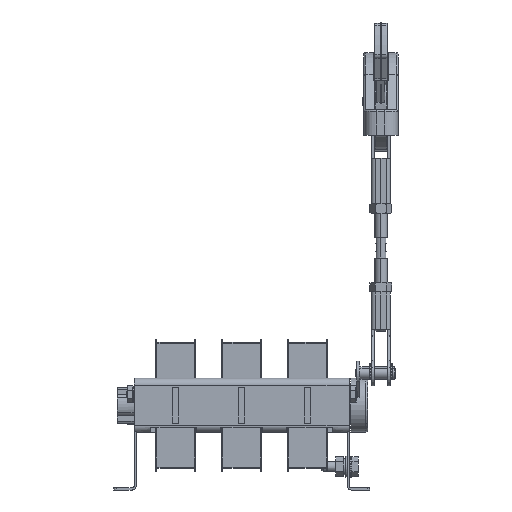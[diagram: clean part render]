
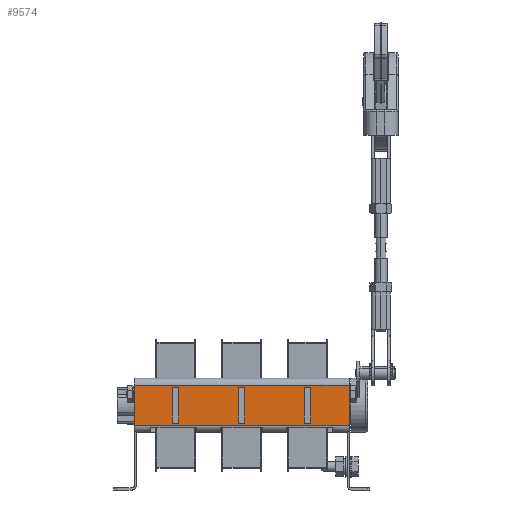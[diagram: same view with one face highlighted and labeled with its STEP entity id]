
A CAD part, front view. The second image highlights one B-rep face of the part: STEP entity #9574.
In plain terms, the highlighted planar face has unit normal (0, -1, 0).
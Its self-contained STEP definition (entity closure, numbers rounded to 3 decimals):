
#279 = ORIENTED_EDGE ( 'NONE', *, *, #3565, .T. ) ;
#1031 = VECTOR ( 'NONE', #48051, 1000. ) ;
#1733 = CARTESIAN_POINT ( 'NONE',  ( -3., -64.75, 71. ) ) ;
#2202 = VERTEX_POINT ( 'NONE', #8017 ) ;
#2907 = ORIENTED_EDGE ( 'NONE', *, *, #55352, .T. ) ;
#3321 = VERTEX_POINT ( 'NONE', #8728 ) ;
#3565 = EDGE_CURVE ( 'NONE', #38649, #3321, #56158, .T. ) ;
#3967 = VERTEX_POINT ( 'NONE', #42203 ) ;
#4134 = CARTESIAN_POINT ( 'NONE',  ( -106., -64.75, 0. ) ) ;
#4399 = EDGE_CURVE ( 'NONE', #49396, #12170, #51877, .T. ) ;
#4868 = EDGE_CURVE ( 'NONE', #10712, #12170, #56429, .T. ) ;
#5246 = VERTEX_POINT ( 'NONE', #33826 ) ;
#6411 = VERTEX_POINT ( 'NONE', #56469 ) ;
#6626 = VERTEX_POINT ( 'NONE', #49529 ) ;
#7193 = FACE_BOUND ( 'NONE', #8080, .T. ) ;
#7358 = LINE ( 'NONE', #16355, #51383 ) ;
#8017 = CARTESIAN_POINT ( 'NONE',  ( 68., -64.75, 71. ) ) ;
#8080 = EDGE_LOOP ( 'NONE', ( #48632, #53912, #48654, #20455 ) ) ;
#8104 = CARTESIAN_POINT ( 'NONE',  ( -246.116, -64.75, 101. ) ) ;
#8373 = DIRECTION ( 'NONE',  ( -1., 0., 0. ) ) ;
#8728 = CARTESIAN_POINT ( 'NONE',  ( -68., -64.75, 101. ) ) ;
#8960 = EDGE_LOOP ( 'NONE', ( #24583, #34999, #36280, #2907 ) ) ;
#9300 = DIRECTION ( 'NONE',  ( 0., 0., 1. ) ) ;
#9574 = ADVANCED_FACE ( 'NONE', ( #7193, #28336, #33540, #41644 ), #14737, .T. ) ;
#9934 = EDGE_CURVE ( 'NONE', #2202, #6626, #43462, .T. ) ;
#10539 = ORIENTED_EDGE ( 'NONE', *, *, #31914, .T. ) ;
#10627 = DIRECTION ( 'NONE',  ( 0., 0., 1. ) ) ;
#10712 = VERTEX_POINT ( 'NONE', #44474 ) ;
#11796 = VECTOR ( 'NONE', #20934, 1000. ) ;
#12040 = EDGE_CURVE ( 'NONE', #49304, #3321, #42401, .T. ) ;
#12170 = VERTEX_POINT ( 'NONE', #12888 ) ;
#12888 = CARTESIAN_POINT ( 'NONE',  ( -3., -64.75, 101. ) ) ;
#13295 = VECTOR ( 'NONE', #55186, 1000. ) ;
#13865 = VECTOR ( 'NONE', #50079, 1000. ) ;
#14713 = VECTOR ( 'NONE', #8373, 1000. ) ;
#14737 = PLANE ( 'NONE',  #39383 ) ;
#14940 = ORIENTED_EDGE ( 'NONE', *, *, #12040, .F. ) ;
#16205 = CARTESIAN_POINT ( 'NONE',  ( -68., -64.75, 0. ) ) ;
#16285 = DIRECTION ( 'NONE',  ( 0., 0., 1. ) ) ;
#16355 = CARTESIAN_POINT ( 'NONE',  ( -246.116, -64.75, 103.25 ) ) ;
#16372 = CARTESIAN_POINT ( 'NONE',  ( -246.116, -64.75, 101. ) ) ;
#17431 = CARTESIAN_POINT ( 'NONE',  ( -3., -64.75, 0. ) ) ;
#18468 = CARTESIAN_POINT ( 'NONE',  ( -246.116, -64.75, 101. ) ) ;
#20455 = ORIENTED_EDGE ( 'NONE', *, *, #53397, .F. ) ;
#20589 = LINE ( 'NONE', #38264, #50373 ) ;
#20934 = DIRECTION ( 'NONE',  ( 0., 0., 1. ) ) ;
#20999 = LINE ( 'NONE', #52568, #48781 ) ;
#22253 = LINE ( 'NONE', #18468, #52715 ) ;
#22606 = LINE ( 'NONE', #35937, #48572 ) ;
#22711 = VECTOR ( 'NONE', #10627, 1000. ) ;
#23324 = EDGE_CURVE ( 'NONE', #38649, #3967, #22606, .T. ) ;
#23400 = VECTOR ( 'NONE', #42260, 1000. ) ;
#23485 = EDGE_CURVE ( 'NONE', #49396, #53884, #32165, .T. ) ;
#23784 = EDGE_CURVE ( 'NONE', #6626, #6411, #22253, .T. ) ;
#24530 = CARTESIAN_POINT ( 'NONE',  ( 3., -64.75, 0. ) ) ;
#24583 = ORIENTED_EDGE ( 'NONE', *, *, #46373, .F. ) ;
#25010 = DIRECTION ( 'NONE',  ( -1., 0., 0. ) ) ;
#25072 = CARTESIAN_POINT ( 'NONE',  ( 106., -64.75, 103.25 ) ) ;
#25225 = DIRECTION ( 'NONE',  ( 0., 0., 1. ) ) ;
#26394 = LINE ( 'NONE', #34831, #33298 ) ;
#27901 = CARTESIAN_POINT ( 'NONE',  ( 3., -64.75, 71. ) ) ;
#28336 = FACE_BOUND ( 'NONE', #54351, .T. ) ;
#28380 = CARTESIAN_POINT ( 'NONE',  ( 106., -64.75, 63.75 ) ) ;
#31248 = LINE ( 'NONE', #36134, #34329 ) ;
#31914 = EDGE_CURVE ( 'NONE', #5246, #6411, #20589, .T. ) ;
#32165 = LINE ( 'NONE', #1733, #13865 ) ;
#33194 = VECTOR ( 'NONE', #25225, 1000. ) ;
#33263 = DIRECTION ( 'NONE',  ( 0., -1., 0. ) ) ;
#33298 = VECTOR ( 'NONE', #52478, 1000. ) ;
#33540 = FACE_BOUND ( 'NONE', #35841, .T. ) ;
#33826 = CARTESIAN_POINT ( 'NONE',  ( 62., -64.75, 71. ) ) ;
#33921 = ORIENTED_EDGE ( 'NONE', *, *, #49101, .F. ) ;
#34329 = VECTOR ( 'NONE', #48891, 1000. ) ;
#34831 = CARTESIAN_POINT ( 'NONE',  ( -62., -64.75, 0. ) ) ;
#34860 = LINE ( 'NONE', #4134, #11796 ) ;
#34999 = ORIENTED_EDGE ( 'NONE', *, *, #35797, .T. ) ;
#35797 = EDGE_CURVE ( 'NONE', #52679, #56056, #31248, .T. ) ;
#35841 = EDGE_LOOP ( 'NONE', ( #33921, #10539, #43026, #38853 ) ) ;
#35937 = CARTESIAN_POINT ( 'NONE',  ( -68., -64.75, 71. ) ) ;
#36134 = CARTESIAN_POINT ( 'NONE',  ( -246.116, -64.75, 63.75 ) ) ;
#36280 = ORIENTED_EDGE ( 'NONE', *, *, #46040, .T. ) ;
#36767 = CARTESIAN_POINT ( 'NONE',  ( -246.116, -64.75, 0. ) ) ;
#37272 = LINE ( 'NONE', #24530, #22711 ) ;
#38264 = CARTESIAN_POINT ( 'NONE',  ( 62., -64.75, 0. ) ) ;
#38649 = VERTEX_POINT ( 'NONE', #46796 ) ;
#38658 = DIRECTION ( 'NONE',  ( 0., 0., 1. ) ) ;
#38853 = ORIENTED_EDGE ( 'NONE', *, *, #9934, .F. ) ;
#39383 = AXIS2_PLACEMENT_3D ( 'NONE', #36767, #33263, #51198 ) ;
#39508 = CARTESIAN_POINT ( 'NONE',  ( -106., -64.75, 63.75 ) ) ;
#40303 = CARTESIAN_POINT ( 'NONE',  ( 68., -64.75, 0. ) ) ;
#40787 = CARTESIAN_POINT ( 'NONE',  ( -62., -64.75, 101. ) ) ;
#41010 = EDGE_CURVE ( 'NONE', #3967, #49304, #26394, .T. ) ;
#41644 = FACE_OUTER_BOUND ( 'NONE', #8960, .T. ) ;
#42203 = CARTESIAN_POINT ( 'NONE',  ( -62., -64.75, 71. ) ) ;
#42260 = DIRECTION ( 'NONE',  ( 0., 0., 1. ) ) ;
#42401 = LINE ( 'NONE', #16372, #13295 ) ;
#42750 = VERTEX_POINT ( 'NONE', #44466 ) ;
#43026 = ORIENTED_EDGE ( 'NONE', *, *, #23784, .F. ) ;
#43416 = VECTOR ( 'NONE', #9300, 1000. ) ;
#43462 = LINE ( 'NONE', #40303, #43416 ) ;
#44444 = ORIENTED_EDGE ( 'NONE', *, *, #23324, .F. ) ;
#44466 = CARTESIAN_POINT ( 'NONE',  ( -106., -64.75, 103.25 ) ) ;
#44474 = CARTESIAN_POINT ( 'NONE',  ( 3., -64.75, 101. ) ) ;
#45268 = ORIENTED_EDGE ( 'NONE', *, *, #41010, .F. ) ;
#46040 = EDGE_CURVE ( 'NONE', #56056, #53555, #20999, .T. ) ;
#46373 = EDGE_CURVE ( 'NONE', #52679, #42750, #34860, .T. ) ;
#46796 = CARTESIAN_POINT ( 'NONE',  ( -68., -64.75, 71. ) ) ;
#47394 = CARTESIAN_POINT ( 'NONE',  ( -3., -64.75, 71. ) ) ;
#47783 = LINE ( 'NONE', #56438, #1031 ) ;
#48051 = DIRECTION ( 'NONE',  ( 1., 0., 0. ) ) ;
#48572 = VECTOR ( 'NONE', #48692, 1000. ) ;
#48632 = ORIENTED_EDGE ( 'NONE', *, *, #23485, .F. ) ;
#48654 = ORIENTED_EDGE ( 'NONE', *, *, #4868, .F. ) ;
#48692 = DIRECTION ( 'NONE',  ( 1., 0., 0. ) ) ;
#48781 = VECTOR ( 'NONE', #38658, 1000. ) ;
#48891 = DIRECTION ( 'NONE',  ( 1., 0., 0. ) ) ;
#49101 = EDGE_CURVE ( 'NONE', #5246, #2202, #47783, .T. ) ;
#49304 = VERTEX_POINT ( 'NONE', #40787 ) ;
#49396 = VERTEX_POINT ( 'NONE', #47394 ) ;
#49529 = CARTESIAN_POINT ( 'NONE',  ( 68., -64.75, 101. ) ) ;
#50079 = DIRECTION ( 'NONE',  ( 1., 0., 0. ) ) ;
#50373 = VECTOR ( 'NONE', #16285, 1000. ) ;
#51198 = DIRECTION ( 'NONE',  ( 0., 0., -1. ) ) ;
#51383 = VECTOR ( 'NONE', #25010, 1000. ) ;
#51877 = LINE ( 'NONE', #17431, #33194 ) ;
#52478 = DIRECTION ( 'NONE',  ( 0., 0., 1. ) ) ;
#52568 = CARTESIAN_POINT ( 'NONE',  ( 106., -64.75, 0. ) ) ;
#52679 = VERTEX_POINT ( 'NONE', #39508 ) ;
#52715 = VECTOR ( 'NONE', #53259, 1000. ) ;
#53259 = DIRECTION ( 'NONE',  ( -1., 0., 0. ) ) ;
#53397 = EDGE_CURVE ( 'NONE', #53884, #10712, #37272, .T. ) ;
#53555 = VERTEX_POINT ( 'NONE', #25072 ) ;
#53884 = VERTEX_POINT ( 'NONE', #27901 ) ;
#53912 = ORIENTED_EDGE ( 'NONE', *, *, #4399, .T. ) ;
#54351 = EDGE_LOOP ( 'NONE', ( #44444, #279, #14940, #45268 ) ) ;
#55186 = DIRECTION ( 'NONE',  ( -1., 0., 0. ) ) ;
#55352 = EDGE_CURVE ( 'NONE', #53555, #42750, #7358, .T. ) ;
#56056 = VERTEX_POINT ( 'NONE', #28380 ) ;
#56158 = LINE ( 'NONE', #16205, #23400 ) ;
#56429 = LINE ( 'NONE', #8104, #14713 ) ;
#56438 = CARTESIAN_POINT ( 'NONE',  ( 62., -64.75, 71. ) ) ;
#56469 = CARTESIAN_POINT ( 'NONE',  ( 62., -64.75, 101. ) ) ;
